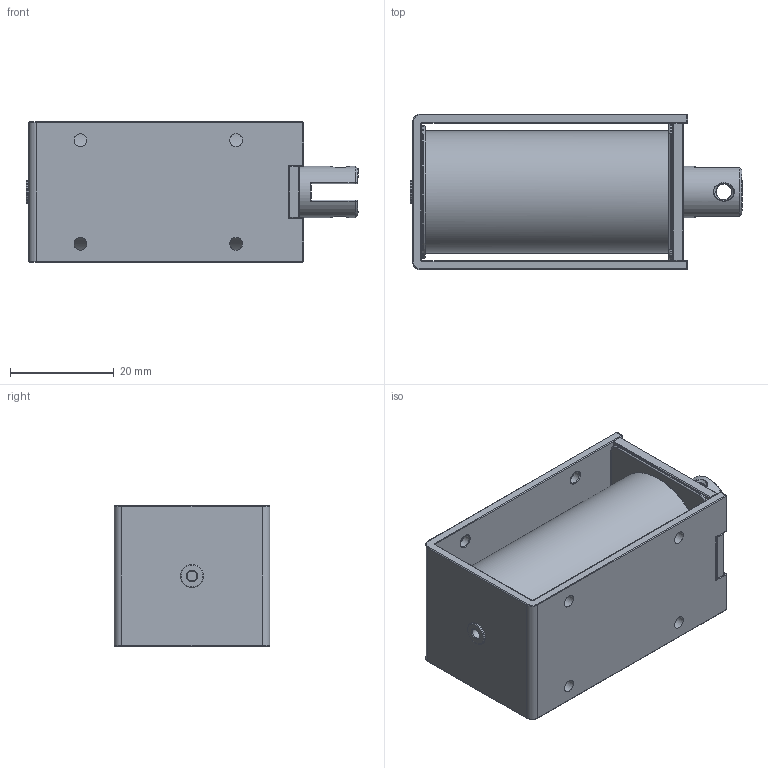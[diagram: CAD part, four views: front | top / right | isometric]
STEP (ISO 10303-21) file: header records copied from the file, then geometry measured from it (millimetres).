
FILE_DESCRIPTION(/* description */ ('Unknown'),/* implementation_level */ '2;1');
FILE_NAME(/* name */ 'RD-A1053',/* time_stamp */ '2024-08-14T14:23:51+09:00',/* author */ ('Unknown'),/* organization */ ('Unknown'),/* preprocessor_version */ 'ST-DEVELOPER v18.1',/* originating_system */ 'Solid Edge',/* authorisation */ 'Unknown');
FILE_SCHEMA (('AUTOMOTIVE_DESIGN {1 0 10303 214 3 1 1}'));
Length unit declared in the file: millimetre
Products named in the file (10): RD-A1053-parametric; RD-A10530-fixed; RD-A1053-frame; RD-A1053-stop; RD-A1053-coil; RD-A1053-bobbin; RD-A1053-coim; RD-A1053-tape; RD-A1053-end; RD-A1053-plunger
Assembly tree (9 placements, depth 4):
  RD-A1053-parametric
    RD-A10530-fixed
      RD-A1053-frame
      RD-A1053-stop
      RD-A1053-coil
        RD-A1053-bobbin
        RD-A1053-coim
        RD-A1053-tape
      RD-A1053-end
    RD-A1053-plunger
Bounding box: 64 x 30 x 27 mm (x, y, z)
Volume: 26659.8 mm3; surface area: 43432.2 mm2
Topology: 7 solids, 7 shells, 284 faces, 647 edges, 347 vertices
Faces by surface type: cylinder 118, plane 57, torus 55, sphere 40, bspline 8, cone 6
Full cylindrical faces by diameter (mm): 2 x1, 2.459 x8, 3 x2, 3.5 x2, 4.5 x1, 10 x1, 10.3 x1, 10.4 x1, 11.4 x2, 11.5 x1, 12.6 x1, 22.6 x1, 25.6 x1
Entity records: 8636 total; most frequent: CARTESIAN_POINT 1768, DIRECTION 1374, ORIENTED_EDGE 1046, AXIS2_PLACEMENT_3D 585, EDGE_CURVE 523, EDGE_LOOP 382, FACE_BOUND 382, VERTEX_POINT 321
